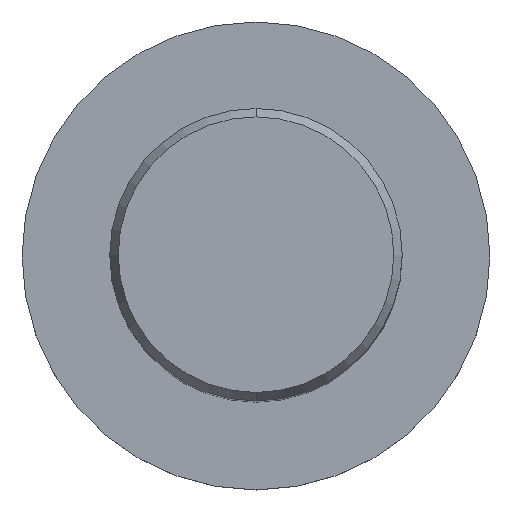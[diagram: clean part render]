
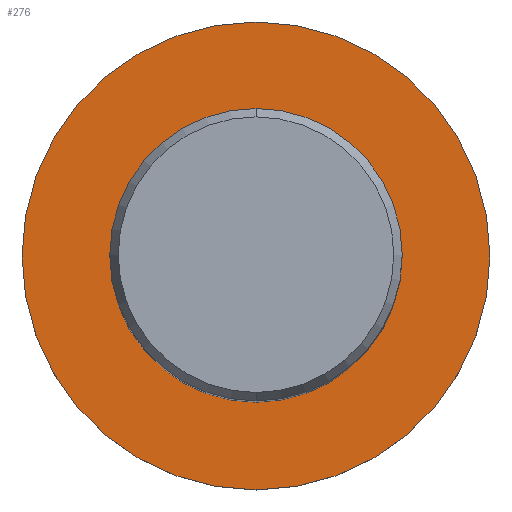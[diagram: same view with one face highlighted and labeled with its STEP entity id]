
A CAD part, top view. The second image highlights one B-rep face of the part: STEP entity #276.
In plain terms, the highlighted planar face has unit normal (0, 0, 1).
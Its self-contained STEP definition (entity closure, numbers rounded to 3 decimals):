
#218=EDGE_CURVE('',#268,#476,#552,.T.);
#236=VERTEX_POINT('',#572);
#268=VERTEX_POINT('',#606);
#276=ADVANCED_FACE('',(#615,#616),#617,.T.);
#352=EDGE_CURVE('',#462,#236,#698,.T.);
#372=EDGE_CURVE('',#476,#268,#720,.T.);
#428=EDGE_CURVE('',#236,#462,#782,.T.);
#462=VERTEX_POINT('',#822);
#476=VERTEX_POINT('',#838);
#552=CIRCLE('',#925,10.0);
#572=CARTESIAN_POINT('',(0.0,16.0,-50.0));
#606=CARTESIAN_POINT('',(0.0,10.0,-50.0));
#615=FACE_BOUND('',#1035,.T.);
#616=FACE_OUTER_BOUND('',#1036,.T.);
#617=PLANE('',#1037);
#698=CIRCLE('',#1194,16.0);
#720=CIRCLE('',#1229,10.0);
#782=CIRCLE('',#1337,16.0);
#822=CARTESIAN_POINT('',(0.,-16.0,-50.0));
#838=CARTESIAN_POINT('',(0.,-10.0,-50.0));
#925=AXIS2_PLACEMENT_3D('',#1601,#1602,#1603);
#1035=EDGE_LOOP('',(#1678,#1679));
#1036=EDGE_LOOP('',(#1680,#1681));
#1037=AXIS2_PLACEMENT_3D('',#1682,#1683,#1684);
#1194=AXIS2_PLACEMENT_3D('',#1756,#1757,#1758);
#1229=AXIS2_PLACEMENT_3D('',#1786,#1787,#1788);
#1337=AXIS2_PLACEMENT_3D('',#1869,#1870,#1871);
#1601=CARTESIAN_POINT('',(0.0,0.0,-50.0));
#1602=DIRECTION('',(-0.0,0.0,-1.0));
#1603=DIRECTION('',(0.0,1.0,0.0));
#1678=ORIENTED_EDGE('',*,*,#218,.T.);
#1679=ORIENTED_EDGE('',*,*,#372,.T.);
#1680=ORIENTED_EDGE('',*,*,#428,.F.);
#1681=ORIENTED_EDGE('',*,*,#352,.F.);
#1682=CARTESIAN_POINT('',(0.0,8.0,-50.0));
#1683=DIRECTION('',(-0.0,0.0,1.0));
#1684=DIRECTION('',(0.0,-1.0,0.0));
#1756=CARTESIAN_POINT('',(0.0,0.0,-50.0));
#1757=DIRECTION('',(0.0,0.0,-1.0));
#1758=DIRECTION('',(0.0,1.0,0.0));
#1786=CARTESIAN_POINT('',(0.0,0.0,-50.0));
#1787=DIRECTION('',(-0.0,0.0,-1.0));
#1788=DIRECTION('',(0.0,1.0,0.0));
#1869=CARTESIAN_POINT('',(0.0,0.0,-50.0));
#1870=DIRECTION('',(0.0,0.0,-1.0));
#1871=DIRECTION('',(0.0,1.0,0.0));
